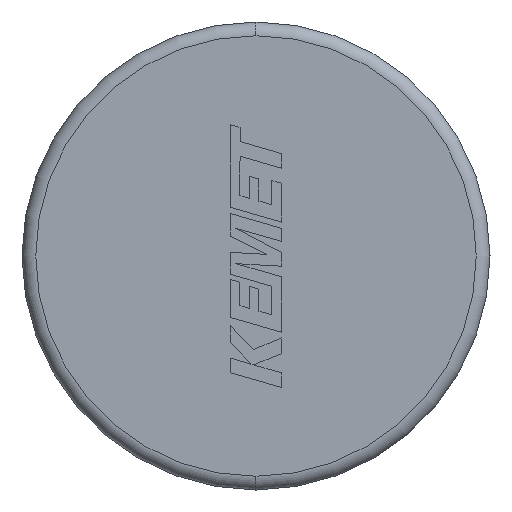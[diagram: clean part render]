
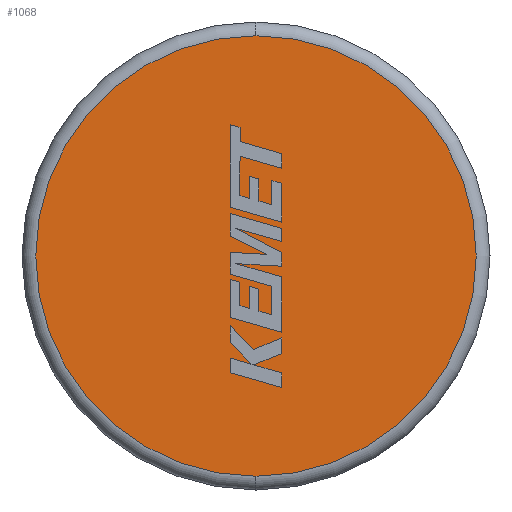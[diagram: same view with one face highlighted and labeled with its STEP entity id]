
A CAD part, left-side view. The second image highlights one B-rep face of the part: STEP entity #1068.
In plain terms, the highlighted planar face has unit normal (-1, 0, 0).
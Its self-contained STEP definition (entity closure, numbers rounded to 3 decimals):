
#249 = CARTESIAN_POINT ( 'NONE',  ( 0., 0., 0. ) ) ;
#332 = AXIS2_PLACEMENT_3D ( 'NONE', #249, #805, #1294 ) ;
#368 = EDGE_CURVE ( 'NONE', #2289, #2194, #3080, .T. ) ;
#374 = CARTESIAN_POINT ( 'NONE',  ( 0., 0., 0. ) ) ;
#617 = DIRECTION ( 'NONE',  ( 0., 0., -1. ) ) ;
#805 = DIRECTION ( 'NONE',  ( -1., 0., 0. ) ) ;
#1068 = ADVANCED_FACE ( 'NONE', ( #1811 ), #2892, .F. ) ;
#1294 = DIRECTION ( 'NONE',  ( 0., 0., -1. ) ) ;
#1303 = ORIENTED_EDGE ( 'NONE', *, *, #2170, .T. ) ;
#1531 = CARTESIAN_POINT ( 'NONE',  ( 0., 0., -3.2 ) ) ;
#1572 = CARTESIAN_POINT ( 'NONE',  ( 0., 0., 0. ) ) ;
#1748 = ORIENTED_EDGE ( 'NONE', *, *, #368, .T. ) ;
#1811 = FACE_OUTER_BOUND ( 'NONE', #2953, .T. ) ;
#1848 = DIRECTION ( 'NONE',  ( 1., 0., 0. ) ) ;
#1885 = AXIS2_PLACEMENT_3D ( 'NONE', #374, #2712, #617 ) ;
#2153 = DIRECTION ( 'NONE',  ( 0., 0., -1. ) ) ;
#2170 = EDGE_CURVE ( 'NONE', #2194, #2289, #2486, .T. ) ;
#2194 = VERTEX_POINT ( 'NONE', #1531 ) ;
#2289 = VERTEX_POINT ( 'NONE', #3178 ) ;
#2486 = CIRCLE ( 'NONE', #332, 3.2 ) ;
#2694 = AXIS2_PLACEMENT_3D ( 'NONE', #1572, #1848, #2153 ) ;
#2712 = DIRECTION ( 'NONE',  ( -1., 0., 0. ) ) ;
#2892 = PLANE ( 'NONE',  #2694 ) ;
#2953 = EDGE_LOOP ( 'NONE', ( #1303, #1748 ) ) ;
#3080 = CIRCLE ( 'NONE', #1885, 3.2 ) ;
#3178 = CARTESIAN_POINT ( 'NONE',  ( 0., 0., 3.2 ) ) ;
